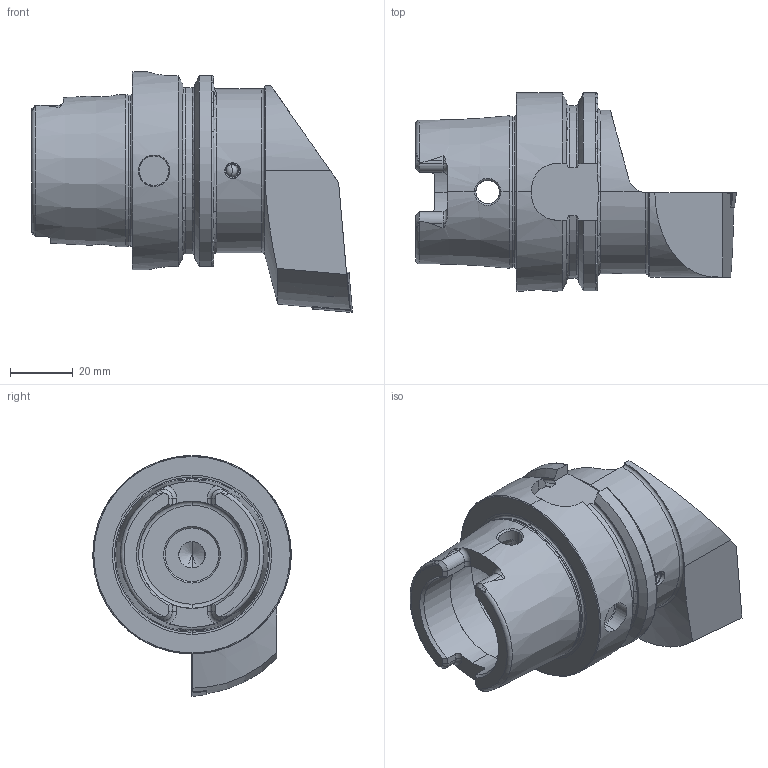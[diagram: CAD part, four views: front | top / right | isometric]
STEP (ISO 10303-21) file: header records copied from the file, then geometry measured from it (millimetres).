
FILE_DESCRIPTION (( 'STEP AP203' ), '1' );
FILE_NAME ('HA6-KCC.RLA.070.STEP', '2012-04-13T11:23:48', ( 'SwiAdmin' ), ( '' ), 'SwSTEP 2.0', 'SolidWorks 2012', '' );
FILE_SCHEMA (( 'CONFIG_CONTROL_DESIGN' ));
Length unit declared in the file: millimetre
Products named in the file (5): HA6-KCC.RLA.070; KVT_MB_600_050; CCMT120404; WCC-ER2.001.010_A; HA6-KCC.RLA.070_B
Assembly tree (4 placements, depth 2):
  HA6-KCC.RLA.070
    HA6-KCC.RLA.070_B
    WCC-ER2.001.010_A
    CCMT120404
    KVT_MB_600_050
Bounding box: 101.9 x 63 x 76.5 mm (x, y, z)
Volume: 138683.8 mm3; surface area: 30677.5 mm2
Topology: 5 solids, 5 shells, 308 faces, 801 edges, 484 vertices
Faces by surface type: cylinder 92, cone 82, plane 76, torus 40, bspline 16, sphere 2
Entity records: 11421 total; most frequent: CARTESIAN_POINT 3795, ORIENTED_EDGE 1552, DIRECTION 1430, EDGE_CURVE 776, AXIS2_PLACEMENT_3D 569, VERTEX_POINT 481, EDGE_LOOP 323, FACE_OUTER_BOUND 308
